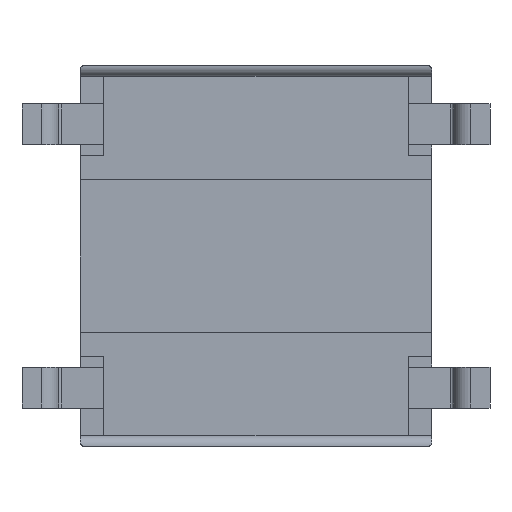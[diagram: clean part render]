
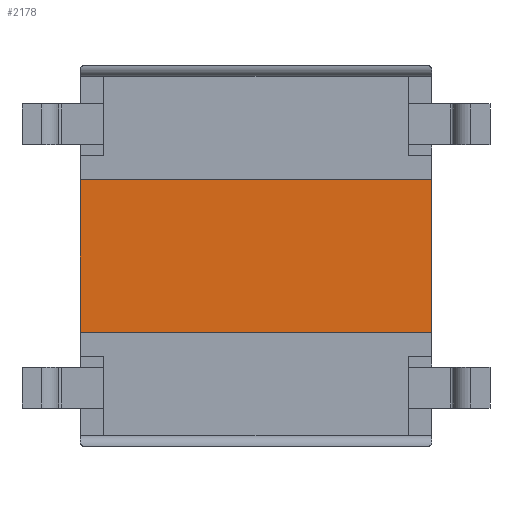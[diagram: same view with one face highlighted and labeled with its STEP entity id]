
A CAD part, front view. The second image highlights one B-rep face of the part: STEP entity #2178.
In plain terms, the highlighted planar face has unit normal (0, -1, 0).
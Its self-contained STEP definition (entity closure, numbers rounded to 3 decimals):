
#373 = VECTOR ( 'NONE', #5644, 1000. ) ;
#488 = CARTESIAN_POINT ( 'NONE',  ( -3., -1.85, 1.3 ) ) ;
#524 = ORIENTED_EDGE ( 'NONE', *, *, #5573, .F. ) ;
#788 = FACE_OUTER_BOUND ( 'NONE', #4758, .T. ) ;
#806 = LINE ( 'NONE', #5289, #4350 ) ;
#823 = ORIENTED_EDGE ( 'NONE', *, *, #3879, .F. ) ;
#835 = VERTEX_POINT ( 'NONE', #2763 ) ;
#860 = CARTESIAN_POINT ( 'NONE',  ( -3., -1.85, 1.3 ) ) ;
#939 = VECTOR ( 'NONE', #2826, 1000. ) ;
#962 = DIRECTION ( 'NONE',  ( 0., 0., 1. ) ) ;
#1275 = ORIENTED_EDGE ( 'NONE', *, *, #3646, .F. ) ;
#1280 = DIRECTION ( 'NONE',  ( 1., 0., 0. ) ) ;
#1320 = DIRECTION ( 'NONE',  ( 0., 0., 1. ) ) ;
#2178 = ADVANCED_FACE ( 'NONE', ( #788 ), #4065, .F. ) ;
#2393 = CARTESIAN_POINT ( 'NONE',  ( 3., -1.85, 3.05 ) ) ;
#2647 = VERTEX_POINT ( 'NONE', #4025 ) ;
#2763 = CARTESIAN_POINT ( 'NONE',  ( -3., -1.85, 1.3 ) ) ;
#2826 = DIRECTION ( 'NONE',  ( 1., 0., 0. ) ) ;
#3037 = CARTESIAN_POINT ( 'NONE',  ( 3., -1.85, 1.3 ) ) ;
#3176 = ORIENTED_EDGE ( 'NONE', *, *, #4071, .T. ) ;
#3207 = VERTEX_POINT ( 'NONE', #3037 ) ;
#3396 = CARTESIAN_POINT ( 'NONE',  ( -3., -1.85, -1.3 ) ) ;
#3537 = LINE ( 'NONE', #488, #4502 ) ;
#3646 = EDGE_CURVE ( 'NONE', #4564, #835, #3537, .T. ) ;
#3879 = EDGE_CURVE ( 'NONE', #835, #3207, #806, .T. ) ;
#3911 = LINE ( 'NONE', #2393, #373 ) ;
#4025 = CARTESIAN_POINT ( 'NONE',  ( 3., -1.85, -1.3 ) ) ;
#4065 = PLANE ( 'NONE',  #4618 ) ;
#4071 = EDGE_CURVE ( 'NONE', #4564, #2647, #4503, .T. ) ;
#4086 = DIRECTION ( 'NONE',  ( 0., 1., 0. ) ) ;
#4350 = VECTOR ( 'NONE', #1280, 1000. ) ;
#4502 = VECTOR ( 'NONE', #962, 1000. ) ;
#4503 = LINE ( 'NONE', #5637, #939 ) ;
#4564 = VERTEX_POINT ( 'NONE', #3396 ) ;
#4618 = AXIS2_PLACEMENT_3D ( 'NONE', #860, #4086, #1320 ) ;
#4758 = EDGE_LOOP ( 'NONE', ( #823, #1275, #3176, #524 ) ) ;
#5289 = CARTESIAN_POINT ( 'NONE',  ( -3., -1.85, 1.3 ) ) ;
#5573 = EDGE_CURVE ( 'NONE', #3207, #2647, #3911, .T. ) ;
#5637 = CARTESIAN_POINT ( 'NONE',  ( -3., -1.85, -1.3 ) ) ;
#5644 = DIRECTION ( 'NONE',  ( 0., 0., -1. ) ) ;
